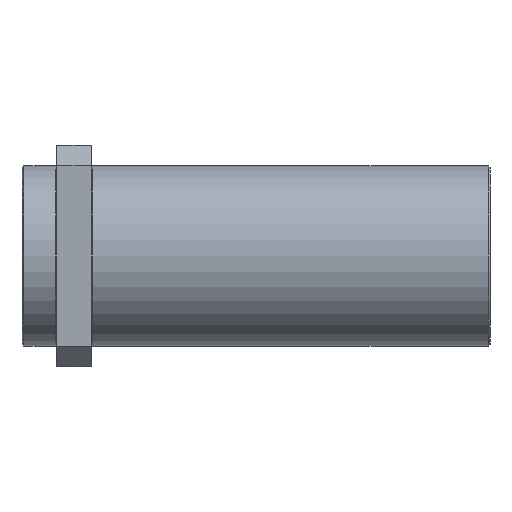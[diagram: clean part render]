
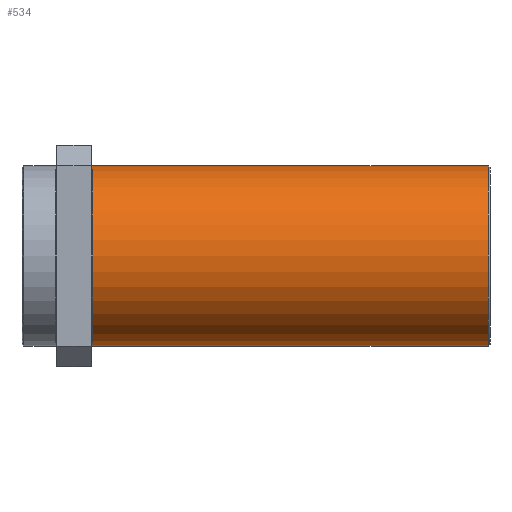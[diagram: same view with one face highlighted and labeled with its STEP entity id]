
A CAD part, front view. The second image highlights one B-rep face of the part: STEP entity #534.
In plain terms, the highlighted cylindrical face has radius 26 mm (diameter 52 mm), a partial arc.
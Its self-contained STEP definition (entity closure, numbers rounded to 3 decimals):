
#5 = CARTESIAN_POINT ( 'NONE',  ( 10.3, 0., 0. ) ) ;
#8 = DIRECTION ( 'NONE',  ( -1., 0., 0. ) ) ;
#9 = DIRECTION ( 'NONE',  ( 0., 0., 1. ) ) ;
#91 = CARTESIAN_POINT ( 'NONE',  ( 124.5, 0., 0. ) ) ;
#99 = DIRECTION ( 'NONE',  ( -1., 0., 0. ) ) ;
#100 = DIRECTION ( 'NONE',  ( 0., 0., -1. ) ) ;
#240 = CARTESIAN_POINT ( 'NONE',  ( 10.3, 0., 26. ) ) ;
#241 = CARTESIAN_POINT ( 'NONE',  ( 10.3, 0., -26. ) ) ;
#288 = CARTESIAN_POINT ( 'NONE',  ( 124.5, 0., 26. ) ) ;
#305 = CARTESIAN_POINT ( 'NONE',  ( 124.5, 0., -26. ) ) ;
#333 = CIRCLE ( 'NONE', #435, 26. ) ;
#356 = EDGE_CURVE ( 'NONE', #1452, #1616, #689, .T. ) ;
#363 = EDGE_CURVE ( 'NONE', #1575, #1634, #679, .T. ) ;
#416 = AXIS2_PLACEMENT_3D ( 'NONE', #1526, #1512, #1510 ) ;
#435 = AXIS2_PLACEMENT_3D ( 'NONE', #5, #8, #9 ) ;
#470 = AXIS2_PLACEMENT_3D ( 'NONE', #91, #99, #100 ) ;
#534 = ADVANCED_FACE ( 'NONE', ( #1209 ), #1156, .T. ) ;
#679 = LINE ( 'NONE', #1430, #1236 ) ;
#683 = VECTOR ( 'NONE', #1451, 1000. ) ;
#689 = LINE ( 'NONE', #1357, #683 ) ;
#728 = ORIENTED_EDGE ( 'NONE', *, *, #1067, .T. ) ;
#729 = ORIENTED_EDGE ( 'NONE', *, *, #363, .T. ) ;
#730 = ORIENTED_EDGE ( 'NONE', *, *, #1033, .F. ) ;
#731 = ORIENTED_EDGE ( 'NONE', *, *, #356, .F. ) ;
#934 = EDGE_LOOP ( 'NONE', ( #731, #730, #729, #728 ) ) ;
#1033 = EDGE_CURVE ( 'NONE', #1575, #1452, #333, .T. ) ;
#1067 = EDGE_CURVE ( 'NONE', #1634, #1616, #1312, .T. ) ;
#1156 = CYLINDRICAL_SURFACE ( 'NONE', #416, 26. ) ;
#1209 = FACE_OUTER_BOUND ( 'NONE', #934, .T. ) ;
#1236 = VECTOR ( 'NONE', #1428, 1000. ) ;
#1312 = CIRCLE ( 'NONE', #470, 26. ) ;
#1357 = CARTESIAN_POINT ( 'NONE',  ( -10., 0., 26. ) ) ;
#1428 = DIRECTION ( 'NONE',  ( 1., 0., 0. ) ) ;
#1430 = CARTESIAN_POINT ( 'NONE',  ( -10., 0., -26. ) ) ;
#1451 = DIRECTION ( 'NONE',  ( 1., 0., 0. ) ) ;
#1452 = VERTEX_POINT ( 'NONE', #240 ) ;
#1510 = DIRECTION ( 'NONE',  ( 0., 0., -1. ) ) ;
#1512 = DIRECTION ( 'NONE',  ( 1., 0., 0. ) ) ;
#1526 = CARTESIAN_POINT ( 'NONE',  ( -10., 0., 0. ) ) ;
#1575 = VERTEX_POINT ( 'NONE', #241 ) ;
#1616 = VERTEX_POINT ( 'NONE', #288 ) ;
#1634 = VERTEX_POINT ( 'NONE', #305 ) ;
